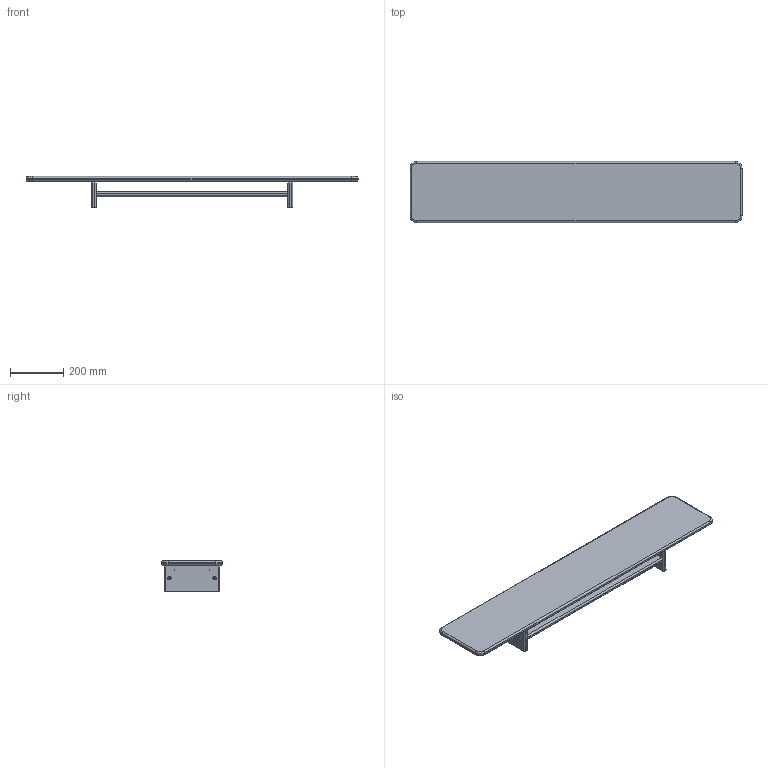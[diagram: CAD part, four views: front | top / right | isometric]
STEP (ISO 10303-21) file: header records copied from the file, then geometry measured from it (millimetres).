
FILE_DESCRIPTION(('HOOPS Exchange Step'),'2;1');
FILE_NAME('temp_export','2024-02-04T14:43:08+01:00',('manu'),('Shapr3D Limited'),'HOOPS Exchange 2023.2','Shapr3D','Authorized');
FILE_SCHEMA( ('AUTOMOTIVE_DESIGN { 1 0 10303 214 1 1 1 1 }') );
Length unit declared in the file: millimetre
Products named in the file (2): Dowels; root
Assembly tree (1 placements, depth 2):
  root
    Dowels
Bounding box: 1250 x 230 x 117 mm (x, y, z)
Volume: 8420246.4 mm3; surface area: 1049907.5 mm2
Topology: 8 solids, 8 shells, 208 faces, 476 edges, 338 vertices
Faces by surface type: plane 94, cylinder 86, cone 20, torus 8
Full cylindrical faces by diameter (mm): 5 x4, 8 x57, 10 x1
Entity records: 6183 total; most frequent: DIRECTION 1202, CARTESIAN_POINT 1024, ORIENTED_EDGE 952, AXIS2_PLACEMENT_3D 516, EDGE_CURVE 476, VERTEX_POINT 338, CIRCLE 306, EDGE_LOOP 270
